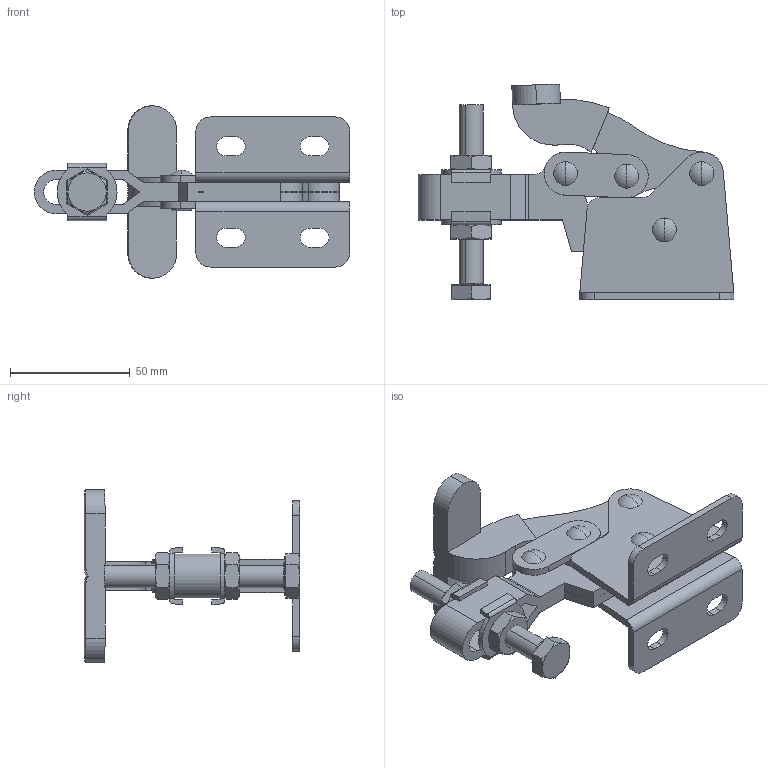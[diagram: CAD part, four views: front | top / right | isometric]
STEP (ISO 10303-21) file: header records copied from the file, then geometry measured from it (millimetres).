
FILE_DESCRIPTION (( 'STEP AP214' ), '1' );
FILE_NAME ('GH-13008-SS(Â²¤Æ).STEP', '2020-03-16T09:29:39', ( 'LinWei' ), ( '' ), 'SwSTEP 2.0', 'SolidWorks 2016', '' );
FILE_SCHEMA (( 'AUTOMOTIVE_DESIGN' ));
Length unit declared in the file: millimetre
Products named in the file (6): 11300808-1^GH-13008-SS(簡化); 11300801-1^GH-13008-SS(簡化); Group5^GH-13008-SS(簡化); Group4^GH-13008-SS(簡化); Group2^GH-13008-SS(簡化); GH-13008-SS(簡化)
Assembly tree (5 placements, depth 2):
  GH-13008-SS(簡化)
    Group2^GH-13008-SS(簡化)
    Group4^GH-13008-SS(簡化)
    Group5^GH-13008-SS(簡化)
    11300801-1^GH-13008-SS(簡化)
    11300808-1^GH-13008-SS(簡化)
Bounding box: 131.8 x 90.09 x 72 mm (x, y, z)
Volume: 87096 mm3; surface area: 60510.2 mm2
Topology: 5 solids, 5 shells, 345 faces, 894 edges, 570 vertices
Faces by surface type: plane 165, cylinder 128, cone 30, torus 10, sphere 8, bspline 4
Entity records: 12546 total; most frequent: CARTESIAN_POINT 2339, DIRECTION 1834, ORIENTED_EDGE 1784, EDGE_CURVE 892, AXIS2_PLACEMENT_3D 685, VERTEX_POINT 570, LINE 464, VECTOR 464
